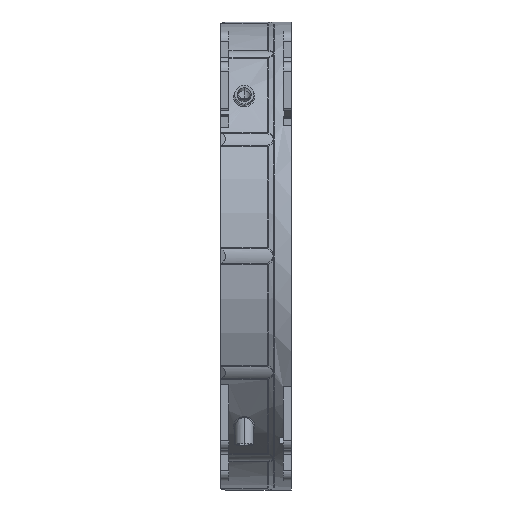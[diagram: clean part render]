
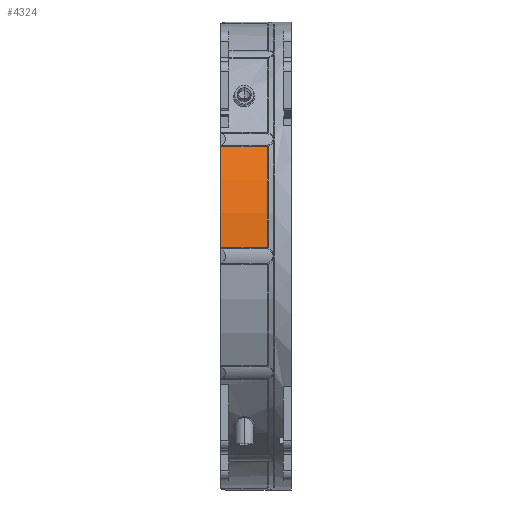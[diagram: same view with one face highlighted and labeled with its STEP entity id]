
A CAD part, left-side view. The second image highlights one B-rep face of the part: STEP entity #4324.
In plain terms, the highlighted cylindrical face has radius 99 mm (diameter 198 mm), a partial arc.
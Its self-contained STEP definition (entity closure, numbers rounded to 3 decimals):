
#3040 = DIRECTION ( 'NONE',  ( 0., 0., 1. ) ) ;
#4324 = ADVANCED_FACE ( 'NONE', ( #8101 ), #16804, .T. ) ;
#5415 = CARTESIAN_POINT ( 'NONE',  ( 0., 10.198, 0. ) ) ;
#8101 = FACE_OUTER_BOUND ( 'NONE', #39282, .T. ) ;
#9160 = LINE ( 'NONE', #38152, #25520 ) ;
#11406 = VERTEX_POINT ( 'NONE', #32592 ) ;
#11558 = DIRECTION ( 'NONE',  ( 0., 1., 0. ) ) ;
#11602 = DIRECTION ( 'NONE',  ( 0., 0., 1. ) ) ;
#12924 = DIRECTION ( 'NONE',  ( 0., 1., 0. ) ) ;
#14936 = CIRCLE ( 'NONE', #40516, 99. ) ;
#16351 = CARTESIAN_POINT ( 'NONE',  ( 0., 0., 0. ) ) ;
#16804 = CYLINDRICAL_SURFACE ( 'NONE', #35210, 99. ) ;
#18694 = EDGE_CURVE ( 'NONE', #21196, #11406, #14936, .T. ) ;
#19111 = EDGE_CURVE ( 'NONE', #11406, #26232, #28695, .T. ) ;
#19263 = EDGE_CURVE ( 'NONE', #27443, #26232, #24086, .T. ) ;
#19983 = VECTOR ( 'NONE', #30534, 1000. ) ;
#20611 = ORIENTED_EDGE ( 'NONE', *, *, #35383, .T. ) ;
#21196 = VERTEX_POINT ( 'NONE', #21662 ) ;
#21268 = DIRECTION ( 'NONE',  ( 0., -1., 0. ) ) ;
#21662 = CARTESIAN_POINT ( 'NONE',  ( -98.937, 10.198, 3.538 ) ) ;
#22786 = ORIENTED_EDGE ( 'NONE', *, *, #19111, .T. ) ;
#23648 = CARTESIAN_POINT ( 'NONE',  ( -87.451, 30., 46.405 ) ) ;
#24086 = CIRCLE ( 'NONE', #29532, 99. ) ;
#24561 = ORIENTED_EDGE ( 'NONE', *, *, #19263, .F. ) ;
#25227 = ORIENTED_EDGE ( 'NONE', *, *, #18694, .T. ) ;
#25501 = DIRECTION ( 'NONE',  ( 0., 0., 1. ) ) ;
#25520 = VECTOR ( 'NONE', #21268, 1000. ) ;
#26232 = VERTEX_POINT ( 'NONE', #23648 ) ;
#27443 = VERTEX_POINT ( 'NONE', #35686 ) ;
#28695 = LINE ( 'NONE', #36719, #19983 ) ;
#29532 = AXIS2_PLACEMENT_3D ( 'NONE', #31103, #11558, #25501 ) ;
#30534 = DIRECTION ( 'NONE',  ( 0., 1., 0. ) ) ;
#31103 = CARTESIAN_POINT ( 'NONE',  ( 0., 30., 0. ) ) ;
#32592 = CARTESIAN_POINT ( 'NONE',  ( -87.451, 10.198, 46.405 ) ) ;
#35210 = AXIS2_PLACEMENT_3D ( 'NONE', #16351, #12924, #3040 ) ;
#35383 = EDGE_CURVE ( 'NONE', #27443, #21196, #9160, .T. ) ;
#35686 = CARTESIAN_POINT ( 'NONE',  ( -98.937, 30., 3.538 ) ) ;
#36719 = CARTESIAN_POINT ( 'NONE',  ( -87.451, 0., 46.405 ) ) ;
#38152 = CARTESIAN_POINT ( 'NONE',  ( -98.937, 0., 3.538 ) ) ;
#39282 = EDGE_LOOP ( 'NONE', ( #20611, #25227, #22786, #24561 ) ) ;
#40516 = AXIS2_PLACEMENT_3D ( 'NONE', #5415, #41167, #11602 ) ;
#41167 = DIRECTION ( 'NONE',  ( 0., 1., 0. ) ) ;
